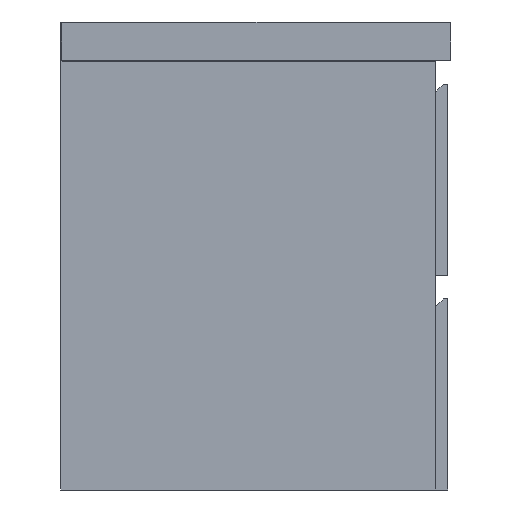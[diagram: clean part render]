
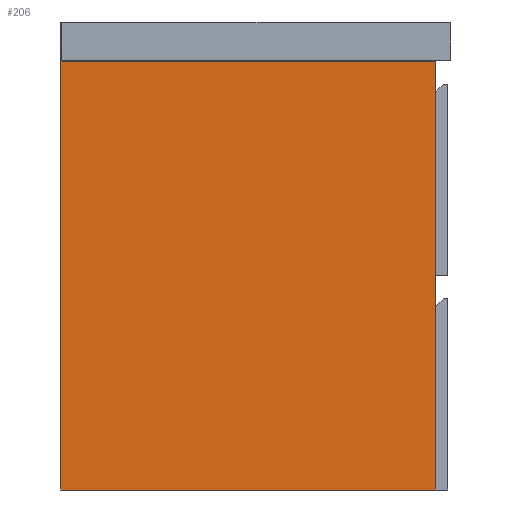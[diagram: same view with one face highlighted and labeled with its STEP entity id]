
A CAD part, left-side view. The second image highlights one B-rep face of the part: STEP entity #206.
In plain terms, the highlighted planar face has unit normal (-1, 0, 0).
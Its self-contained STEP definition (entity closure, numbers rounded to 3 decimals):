
#206=ADVANCED_FACE('',(#278),#1101,.T.);
#278=FACE_OUTER_BOUND('',#350,.T.);
#350=EDGE_LOOP('',(#481,#482,#483,#484));
#481=ORIENTED_EDGE('',*,*,#753,.F.);
#482=ORIENTED_EDGE('',*,*,#740,.T.);
#483=ORIENTED_EDGE('',*,*,#751,.T.);
#484=ORIENTED_EDGE('',*,*,#752,.F.);
#740=EDGE_CURVE('',#1014,#1013,#891,.T.);
#751=EDGE_CURVE('',#1013,#1021,#902,.T.);
#752=EDGE_CURVE('',#1022,#1021,#903,.T.);
#753=EDGE_CURVE('',#1014,#1022,#904,.T.);
#891=B_SPLINE_CURVE_WITH_KNOTS('',1,(#1553,#1554),.UNSPECIFIED.,.F.,.F.,
(2,2),(-550.,0.),.UNSPECIFIED.);
#902=B_SPLINE_CURVE_WITH_KNOTS('',1,(#1575,#1576),.UNSPECIFIED.,.F.,.F.,
(2,2),(-480.,0.),.UNSPECIFIED.);
#903=B_SPLINE_CURVE_WITH_KNOTS('',1,(#1577,#1578),.UNSPECIFIED.,.F.,.F.,
(2,2),(-550.,0.),.UNSPECIFIED.);
#904=B_SPLINE_CURVE_WITH_KNOTS('',1,(#1579,#1580),.UNSPECIFIED.,.F.,.F.,
(2,2),(-480.,0.),.UNSPECIFIED.);
#1013=VERTEX_POINT('',#1533);
#1014=VERTEX_POINT('',#1534);
#1021=VERTEX_POINT('',#1541);
#1022=VERTEX_POINT('',#1542);
#1101=PLANE('',#1279);
#1279=AXIS2_PLACEMENT_3D('',#1522,#1362,$);
#1362=DIRECTION('',(-1.,0.,0.));
#1522=CARTESIAN_POINT('',(-894.,-330.,528.));
#1533=CARTESIAN_POINT('',(-894.,275.,480.));
#1534=CARTESIAN_POINT('',(-894.,-275.,480.));
#1541=CARTESIAN_POINT('',(-894.,275.,0.));
#1542=CARTESIAN_POINT('',(-894.,-275.,0.));
#1553=CARTESIAN_POINT('',(-894.,-275.,480.));
#1554=CARTESIAN_POINT('',(-894.,275.,480.));
#1575=CARTESIAN_POINT('',(-894.,275.,480.));
#1576=CARTESIAN_POINT('',(-894.,275.,0.));
#1577=CARTESIAN_POINT('',(-894.,-275.,0.));
#1578=CARTESIAN_POINT('',(-894.,275.,0.));
#1579=CARTESIAN_POINT('',(-894.,-275.,480.));
#1580=CARTESIAN_POINT('',(-894.,-275.,0.));
